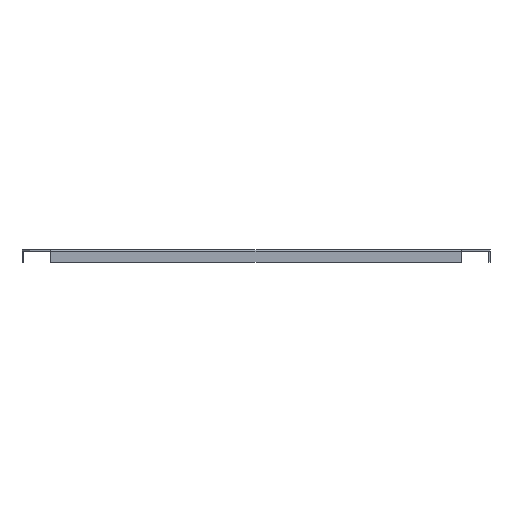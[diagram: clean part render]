
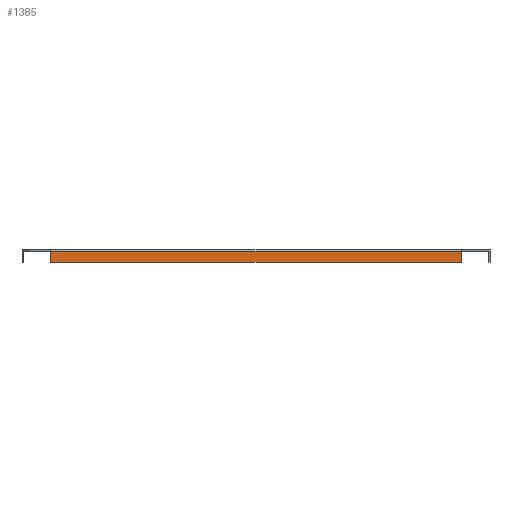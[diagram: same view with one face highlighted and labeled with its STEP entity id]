
A CAD part, front view. The second image highlights one B-rep face of the part: STEP entity #1385.
In plain terms, the highlighted planar face has unit normal (0, -1, 0).
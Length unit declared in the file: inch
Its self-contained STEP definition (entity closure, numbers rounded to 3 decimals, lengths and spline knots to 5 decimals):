
#14=LINE('',#1933,#166);
#15=LINE('',#1935,#167);
#16=LINE('',#1937,#168);
#17=LINE('',#1938,#169);
#166=VECTOR('',#1573,24.764);
#167=VECTOR('',#1574,0.66465);
#168=VECTOR('',#1575,24.764);
#169=VECTOR('',#1576,0.66465);
#318=PLANE('',#1459);
#400=FACE_OUTER_BOUND('',#470,.T.);
#470=EDGE_LOOP('',(#924,#925,#926,#927));
#604=VERTEX_POINT('',#1931);
#605=VERTEX_POINT('',#1932);
#606=VERTEX_POINT('',#1934);
#607=VERTEX_POINT('',#1936);
#736=EDGE_CURVE('',#604,#605,#14,.T.);
#737=EDGE_CURVE('',#604,#606,#15,.T.);
#738=EDGE_CURVE('',#607,#606,#16,.T.);
#739=EDGE_CURVE('',#607,#605,#17,.T.);
#924=ORIENTED_EDGE('',*,*,#736,.F.);
#925=ORIENTED_EDGE('',*,*,#737,.T.);
#926=ORIENTED_EDGE('',*,*,#738,.F.);
#927=ORIENTED_EDGE('',*,*,#739,.T.);
#1385=ADVANCED_FACE('',(#400),#318,.T.);
#1459=AXIS2_PLACEMENT_3D('',#1930,#1571,#1572);
#1571=DIRECTION('center_axis',(0.,-1.,0.));
#1572=DIRECTION('ref_axis',(0.,0.,-1.));
#1573=DIRECTION('',(1.,0.,0.));
#1574=DIRECTION('',(0.,0.,-1.));
#1575=DIRECTION('',(-1.,0.,0.));
#1576=DIRECTION('',(0.,0.,1.));
#1930=CARTESIAN_POINT('Origin',(26.482,0.,0.09375));
#1931=CARTESIAN_POINT('',(1.718,0.,-0.0156));
#1932=CARTESIAN_POINT('',(26.482,0.,-0.0156));
#1933=CARTESIAN_POINT('',(26.482,0.,-0.0156));
#1934=CARTESIAN_POINT('',(1.718,0.,-0.68025));
#1935=CARTESIAN_POINT('',(1.718,0.,-0.68025));
#1936=CARTESIAN_POINT('',(26.482,0.,-0.68025));
#1937=CARTESIAN_POINT('',(26.482,0.,-0.68025));
#1938=CARTESIAN_POINT('',(26.482,0.,-0.68025));
